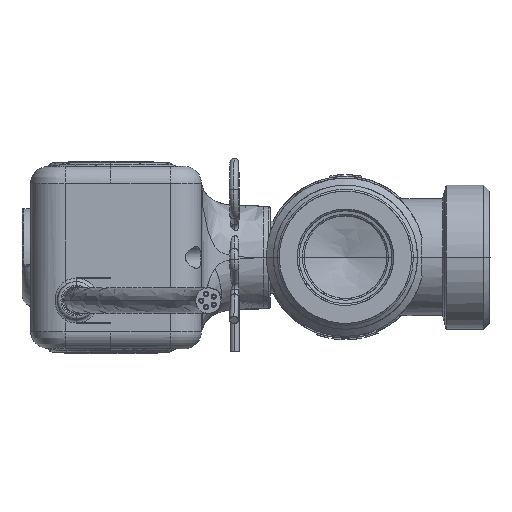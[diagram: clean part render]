
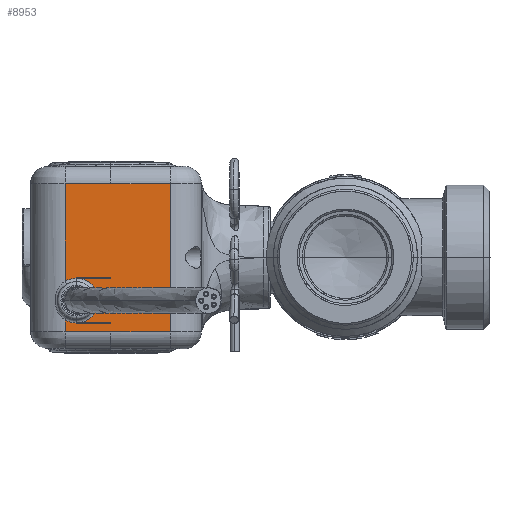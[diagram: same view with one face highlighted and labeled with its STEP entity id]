
A CAD part, left-side view. The second image highlights one B-rep face of the part: STEP entity #8953.
In plain terms, the highlighted face is planar.
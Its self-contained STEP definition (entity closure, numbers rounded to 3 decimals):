
#2823=AXIS2_PLACEMENT_3D('Circle Axis2P3D',#2821,#2822,$) ;
#2863=AXIS2_PLACEMENT_3D('Circle Axis2P3D',#2861,#2862,$) ;
#8837=AXIS2_PLACEMENT_3D('Plane Axis2P3D',#8834,#8835,#8836) ;
#8916=AXIS2_PLACEMENT_3D('Circle Axis2P3D',#8914,#8915,$) ;
#2821=CARTESIAN_POINT('Axis2P3D Location',(33.,105.334,12.5)) ;
#2825=CARTESIAN_POINT('Vertex',(33.,105.334,6.)) ;
#2827=CARTESIAN_POINT('Vertex',(33.,105.334,19.)) ;
#2861=CARTESIAN_POINT('Axis2P3D Location',(33.,105.334,12.5)) ;
#2865=CARTESIAN_POINT('Vertex',(33.,108.634,18.1)) ;
#4502=CARTESIAN_POINT('Vertex',(33.,95.334,5.9)) ;
#4591=CARTESIAN_POINT('Vertex',(33.,95.334,6.)) ;
#4594=CARTESIAN_POINT('Line Origine',(33.,95.334,5.95)) ;
#4717=CARTESIAN_POINT('Vertex',(33.,95.334,19.1)) ;
#4720=CARTESIAN_POINT('Line Origine',(33.,95.334,19.05)) ;
#4724=CARTESIAN_POINT('Vertex',(33.,95.334,19.)) ;
#8746=CARTESIAN_POINT('Line Origine',(33.,100.334,6.)) ;
#8798=CARTESIAN_POINT('Line Origine',(33.,100.334,19.)) ;
#8834=CARTESIAN_POINT('Axis2P3D Location',(33.,95.334,27.5)) ;
#8839=CARTESIAN_POINT('Line Origine',(33.,100.334,19.1)) ;
#8843=CARTESIAN_POINT('Vertex',(33.,105.334,19.1)) ;
#8846=CARTESIAN_POINT('Line Origine',(33.,105.334,19.05)) ;
#8851=CARTESIAN_POINT('Line Origine',(33.,108.634,19.799)) ;
#8855=CARTESIAN_POINT('Vertex',(33.,108.634,21.497)) ;
#8858=CARTESIAN_POINT('Line Origine',(33.,101.984,21.497)) ;
#8862=CARTESIAN_POINT('Vertex',(33.,95.334,21.497)) ;
#8865=CARTESIAN_POINT('Line Origine',(33.,95.334,21.499)) ;
#8869=CARTESIAN_POINT('Vertex',(33.,95.334,21.5)) ;
#8872=CARTESIAN_POINT('Line Origine',(33.,86.684,21.5)) ;
#8876=CARTESIAN_POINT('Vertex',(33.,78.034,21.5)) ;
#8879=CARTESIAN_POINT('Line Origine',(33.,78.034,0.)) ;
#8883=CARTESIAN_POINT('Vertex',(33.,78.034,-21.5)) ;
#8886=CARTESIAN_POINT('Line Origine',(33.,86.684,-21.5)) ;
#8890=CARTESIAN_POINT('Vertex',(33.,95.334,-21.5)) ;
#8893=CARTESIAN_POINT('Line Origine',(33.,95.334,-21.499)) ;
#8897=CARTESIAN_POINT('Vertex',(33.,95.334,-21.497)) ;
#8900=CARTESIAN_POINT('Line Origine',(33.,101.984,-21.497)) ;
#8904=CARTESIAN_POINT('Vertex',(33.,108.634,-21.497)) ;
#8907=CARTESIAN_POINT('Line Origine',(33.,108.634,-7.299)) ;
#8911=CARTESIAN_POINT('Vertex',(33.,108.634,6.9)) ;
#8914=CARTESIAN_POINT('Axis2P3D Location',(33.,105.334,12.5)) ;
#8919=CARTESIAN_POINT('Line Origine',(33.,105.334,5.95)) ;
#8923=CARTESIAN_POINT('Vertex',(33.,105.334,5.9)) ;
#8926=CARTESIAN_POINT('Line Origine',(33.,100.334,5.9)) ;
#2822=DIRECTION('Axis2P3D Direction',(-1.,0.,0.)) ;
#2862=DIRECTION('Axis2P3D Direction',(-1.,0.,0.)) ;
#4595=DIRECTION('Vector Direction',(0.,0.,-1.)) ;
#4721=DIRECTION('Vector Direction',(0.,0.,-1.)) ;
#8747=DIRECTION('Vector Direction',(0.,1.,0.)) ;
#8799=DIRECTION('Vector Direction',(0.,-1.,0.)) ;
#8835=DIRECTION('Axis2P3D Direction',(-1.,0.,0.)) ;
#8836=DIRECTION('Axis2P3D XDirection',(0.,0.,1.)) ;
#8840=DIRECTION('Vector Direction',(0.,1.,0.)) ;
#8847=DIRECTION('Vector Direction',(0.,0.,-1.)) ;
#8852=DIRECTION('Vector Direction',(0.,0.,1.)) ;
#8859=DIRECTION('Vector Direction',(0.,-1.,0.)) ;
#8866=DIRECTION('Vector Direction',(0.,0.,-1.)) ;
#8873=DIRECTION('Vector Direction',(0.,-1.,0.)) ;
#8880=DIRECTION('Vector Direction',(0.,0.,-1.)) ;
#8887=DIRECTION('Vector Direction',(0.,1.,0.)) ;
#8894=DIRECTION('Vector Direction',(0.,0.,1.)) ;
#8901=DIRECTION('Vector Direction',(0.,1.,0.)) ;
#8908=DIRECTION('Vector Direction',(0.,0.,1.)) ;
#8915=DIRECTION('Axis2P3D Direction',(-1.,0.,0.)) ;
#8920=DIRECTION('Vector Direction',(0.,0.,-1.)) ;
#8927=DIRECTION('Vector Direction',(0.,-1.,0.)) ;
#4596=VECTOR('Line Direction',#4595,1.) ;
#4722=VECTOR('Line Direction',#4721,1.) ;
#8748=VECTOR('Line Direction',#8747,1.) ;
#8800=VECTOR('Line Direction',#8799,1.) ;
#8841=VECTOR('Line Direction',#8840,1.) ;
#8848=VECTOR('Line Direction',#8847,1.) ;
#8853=VECTOR('Line Direction',#8852,1.) ;
#8860=VECTOR('Line Direction',#8859,1.) ;
#8867=VECTOR('Line Direction',#8866,1.) ;
#8874=VECTOR('Line Direction',#8873,1.) ;
#8881=VECTOR('Line Direction',#8880,1.) ;
#8888=VECTOR('Line Direction',#8887,1.) ;
#8895=VECTOR('Line Direction',#8894,1.) ;
#8902=VECTOR('Line Direction',#8901,1.) ;
#8909=VECTOR('Line Direction',#8908,1.) ;
#8921=VECTOR('Line Direction',#8920,1.) ;
#8928=VECTOR('Line Direction',#8927,1.) ;
#8932=ORIENTED_EDGE('',*,*,#8750,.T.) ;
#8933=ORIENTED_EDGE('',*,*,#2829,.T.) ;
#8934=ORIENTED_EDGE('',*,*,#8802,.T.) ;
#8935=ORIENTED_EDGE('',*,*,#4726,.F.) ;
#8936=ORIENTED_EDGE('',*,*,#8845,.T.) ;
#8937=ORIENTED_EDGE('',*,*,#8850,.T.) ;
#8938=ORIENTED_EDGE('',*,*,#2867,.T.) ;
#8939=ORIENTED_EDGE('',*,*,#8857,.T.) ;
#8940=ORIENTED_EDGE('',*,*,#8864,.T.) ;
#8941=ORIENTED_EDGE('',*,*,#8871,.F.) ;
#8942=ORIENTED_EDGE('',*,*,#8878,.T.) ;
#8943=ORIENTED_EDGE('',*,*,#8885,.T.) ;
#8944=ORIENTED_EDGE('',*,*,#8892,.T.) ;
#8945=ORIENTED_EDGE('',*,*,#8899,.T.) ;
#8946=ORIENTED_EDGE('',*,*,#8906,.T.) ;
#8947=ORIENTED_EDGE('',*,*,#8913,.T.) ;
#8948=ORIENTED_EDGE('',*,*,#8918,.T.) ;
#8949=ORIENTED_EDGE('',*,*,#8925,.T.) ;
#8950=ORIENTED_EDGE('',*,*,#8930,.T.) ;
#8951=ORIENTED_EDGE('',*,*,#4598,.F.) ;
#8953=ADVANCED_FACE('NONE',(#8952),#8838,.F.) ;
#2824=CIRCLE('generated circle',#2823,6.5) ;
#2864=CIRCLE('generated circle',#2863,6.5) ;
#8917=CIRCLE('generated circle',#8916,6.5) ;
#2829=EDGE_CURVE('',#2826,#2828,#2824,.T.) ;
#2867=EDGE_CURVE('',#2828,#2866,#2864,.T.) ;
#4598=EDGE_CURVE('',#4592,#4503,#4597,.T.) ;
#4726=EDGE_CURVE('',#4718,#4725,#4723,.T.) ;
#8750=EDGE_CURVE('',#4592,#2826,#8749,.T.) ;
#8802=EDGE_CURVE('',#2828,#4725,#8801,.T.) ;
#8845=EDGE_CURVE('',#4718,#8844,#8842,.T.) ;
#8850=EDGE_CURVE('',#8844,#2828,#8849,.T.) ;
#8857=EDGE_CURVE('',#2866,#8856,#8854,.T.) ;
#8864=EDGE_CURVE('',#8856,#8863,#8861,.T.) ;
#8871=EDGE_CURVE('',#8870,#8863,#8868,.T.) ;
#8878=EDGE_CURVE('',#8870,#8877,#8875,.T.) ;
#8885=EDGE_CURVE('',#8877,#8884,#8882,.T.) ;
#8892=EDGE_CURVE('',#8884,#8891,#8889,.T.) ;
#8899=EDGE_CURVE('',#8891,#8898,#8896,.T.) ;
#8906=EDGE_CURVE('',#8898,#8905,#8903,.T.) ;
#8913=EDGE_CURVE('',#8905,#8912,#8910,.T.) ;
#8918=EDGE_CURVE('',#8912,#2826,#8917,.T.) ;
#8925=EDGE_CURVE('',#2826,#8924,#8922,.T.) ;
#8930=EDGE_CURVE('',#8924,#4503,#8929,.T.) ;
#8931=EDGE_LOOP('',(#8932,#8933,#8934,#8935,#8936,#8937,#8938,#8939,#8940,#8941,#8942,#8943,#8944,#8945,#8946,#8947,#8948,#8949,#8950,#8951)) ;
#8952=FACE_OUTER_BOUND('',#8931,.T.) ;
#4597=LINE('Line',#4594,#4596) ;
#4723=LINE('Line',#4720,#4722) ;
#8749=LINE('Line',#8746,#8748) ;
#8801=LINE('Line',#8798,#8800) ;
#8842=LINE('Line',#8839,#8841) ;
#8849=LINE('Line',#8846,#8848) ;
#8854=LINE('Line',#8851,#8853) ;
#8861=LINE('Line',#8858,#8860) ;
#8868=LINE('Line',#8865,#8867) ;
#8875=LINE('Line',#8872,#8874) ;
#8882=LINE('Line',#8879,#8881) ;
#8889=LINE('Line',#8886,#8888) ;
#8896=LINE('Line',#8893,#8895) ;
#8903=LINE('Line',#8900,#8902) ;
#8910=LINE('Line',#8907,#8909) ;
#8922=LINE('Line',#8919,#8921) ;
#8929=LINE('Line',#8926,#8928) ;
#8838=PLANE('',#8837) ;
#2826=VERTEX_POINT('',#2825) ;
#2828=VERTEX_POINT('',#2827) ;
#2866=VERTEX_POINT('',#2865) ;
#4503=VERTEX_POINT('',#4502) ;
#4592=VERTEX_POINT('',#4591) ;
#4718=VERTEX_POINT('',#4717) ;
#4725=VERTEX_POINT('',#4724) ;
#8844=VERTEX_POINT('',#8843) ;
#8856=VERTEX_POINT('',#8855) ;
#8863=VERTEX_POINT('',#8862) ;
#8870=VERTEX_POINT('',#8869) ;
#8877=VERTEX_POINT('',#8876) ;
#8884=VERTEX_POINT('',#8883) ;
#8891=VERTEX_POINT('',#8890) ;
#8898=VERTEX_POINT('',#8897) ;
#8905=VERTEX_POINT('',#8904) ;
#8912=VERTEX_POINT('',#8911) ;
#8924=VERTEX_POINT('',#8923) ;
